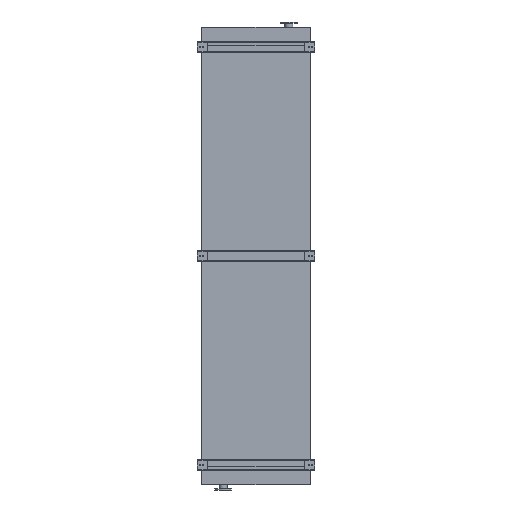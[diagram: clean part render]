
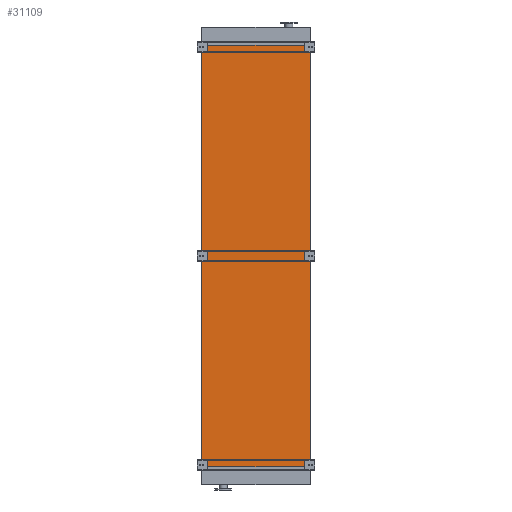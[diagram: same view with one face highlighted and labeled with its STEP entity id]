
A CAD part, front view. The second image highlights one B-rep face of the part: STEP entity #31109.
In plain terms, the highlighted planar face has unit normal (0, -1, 0).
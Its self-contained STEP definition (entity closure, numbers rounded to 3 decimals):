
#969 = CARTESIAN_POINT ( 'NONE',  ( -725., 0., -5650. ) ) ;
#1254 = VECTOR ( 'NONE', #11719, 1000. ) ;
#2288 = FACE_OUTER_BOUND ( 'NONE', #21288, .T. ) ;
#2380 = DIRECTION ( 'NONE',  ( 0., 0., 1. ) ) ;
#3619 = CARTESIAN_POINT ( 'NONE',  ( 725., 0., -5650. ) ) ;
#3629 = EDGE_CURVE ( 'NONE', #10913, #24356, #5044, .T. ) ;
#5044 = LINE ( 'NONE', #15079, #11523 ) ;
#5529 = LINE ( 'NONE', #3619, #24535 ) ;
#6006 = CARTESIAN_POINT ( 'NONE',  ( 725., 0., 0. ) ) ;
#7728 = LINE ( 'NONE', #16521, #1254 ) ;
#8545 = DIRECTION ( 'NONE',  ( 0., -1., 0. ) ) ;
#10913 = VERTEX_POINT ( 'NONE', #15960 ) ;
#11523 = VECTOR ( 'NONE', #22406, 1000. ) ;
#11719 = DIRECTION ( 'NONE',  ( 1., 0., 0. ) ) ;
#11939 = VECTOR ( 'NONE', #2380, 1000. ) ;
#13136 = VERTEX_POINT ( 'NONE', #969 ) ;
#14343 = ORIENTED_EDGE ( 'NONE', *, *, #22859, .F. ) ;
#15079 = CARTESIAN_POINT ( 'NONE',  ( -725., 0., 0. ) ) ;
#15859 = ORIENTED_EDGE ( 'NONE', *, *, #19091, .T. ) ;
#15960 = CARTESIAN_POINT ( 'NONE',  ( -725., 0., 0. ) ) ;
#16521 = CARTESIAN_POINT ( 'NONE',  ( -725., 0., -5650. ) ) ;
#17746 = EDGE_CURVE ( 'NONE', #21238, #24356, #5529, .T. ) ;
#19091 = EDGE_CURVE ( 'NONE', #13136, #21238, #7728, .T. ) ;
#19173 = CARTESIAN_POINT ( 'NONE',  ( 725., 0., -5650. ) ) ;
#19400 = CARTESIAN_POINT ( 'NONE',  ( -725., 0., -5650. ) ) ;
#20553 = CARTESIAN_POINT ( 'NONE',  ( -725., 0., -5650. ) ) ;
#20620 = DIRECTION ( 'NONE',  ( 0., 0., 1. ) ) ;
#21238 = VERTEX_POINT ( 'NONE', #19173 ) ;
#21288 = EDGE_LOOP ( 'NONE', ( #31489, #14343, #15859, #22317 ) ) ;
#22317 = ORIENTED_EDGE ( 'NONE', *, *, #17746, .T. ) ;
#22406 = DIRECTION ( 'NONE',  ( 1., 0., 0. ) ) ;
#22859 = EDGE_CURVE ( 'NONE', #13136, #10913, #24891, .T. ) ;
#24356 = VERTEX_POINT ( 'NONE', #6006 ) ;
#24535 = VECTOR ( 'NONE', #20620, 1000. ) ;
#24891 = LINE ( 'NONE', #19400, #11939 ) ;
#25574 = DIRECTION ( 'NONE',  ( 0., 0., -1. ) ) ;
#27950 = PLANE ( 'NONE',  #31184 ) ;
#31109 = ADVANCED_FACE ( 'NONE', ( #2288 ), #27950, .T. ) ;
#31184 = AXIS2_PLACEMENT_3D ( 'NONE', #20553, #8545, #25574 ) ;
#31489 = ORIENTED_EDGE ( 'NONE', *, *, #3629, .F. ) ;
